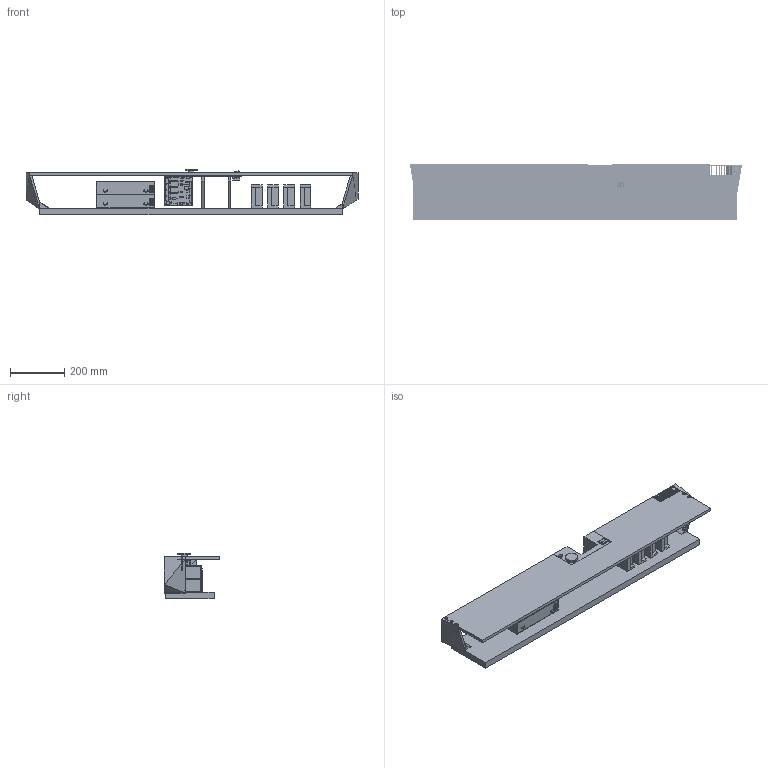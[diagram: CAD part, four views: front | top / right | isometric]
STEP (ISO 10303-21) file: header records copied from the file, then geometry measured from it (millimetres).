
FILE_DESCRIPTION(/* description */ ('STEP AP242','CAx-IF Rec.Pracs.---Representation and Presentation of Product Manufacturing Information (PMI)---4.0---2014-10-13','CAx-IF Rec.Pracs.---3D Tessellated Geometry---0.4---2014-09-14','2;1'),/* implementation_level */ '2;1');
FILE_NAME(/* name */ '65d81f0a93d5c866e5a0174d',/* time_stamp */ '2024-02-23T04:28:59Z',/* author */ (''),/* organization */ (''),/* preprocessor_version */ 'ST-DEVELOPER v19.4',/* originating_system */ ' ',/* authorisation */ ' ');
FILE_SCHEMA (('AP242_MANAGED_MODEL_BASED_3D_ENGINEERING_MIM_LF { 1 0 10303 442 1 1 4 }'));
Length unit declared in the file: metre
Products named in the file (15): Electrical; PSU_12V40A; Part 1; Electrical Case Belt Grill; 91294A217_Black-Oxide Alloy Steel Hex Drive Flat Head Screw; X Driver; Electrical Case Acrylic Bench; Component16; Interface; Emergency Stop; Drive Connector; 95893A725_Flat Head Thread-Forming Screws for Plastic; West Electrical; Electrical Case East Support; Electrical Case Floor
Assembly tree (32 placements, depth 2):
  Electrical
    PSU_12V40A  x2
    Part 1
    Electrical Case Belt Grill
    91294A217_Black-Oxide Alloy Steel Hex Drive Flat Head Screw  x7
    X Driver  x4
    Electrical Case Acrylic Bench
    Component16
    Interface
    Emergency Stop
    Drive Connector  x4
    95893A725_Flat Head Thread-Forming Screws for Plastic  x6
    West Electrical
    Electrical Case East Support
    Electrical Case Floor
Bounding box: 1225.89 x 203.2 x 168.88 mm (x, y, z)
Volume: 9936819.4 mm3; surface area: 1630688.2 mm2
Topology: 32 solids, 32 shells, 2113 faces, 6574 edges, 4659 vertices
Faces by surface type: plane 988, cylinder 858, cone 199, torus 42, bspline 26
Full cylindrical faces by diameter (mm): 2.103 x6, 2.5 x8, 2.7 x12, 2.952 x1, 3.043 x1, 3.07 x1, 3.074 x1, 3.082 x2, 3.092 x1, 3.097 x1, 3.1 x1, 3.103 x1, 3.114 x2, 3.121 x1, 3.131 x1, 3.137 x2, 3.141 x2, 3.15 x2, 3.171 x1, 3.175 x3, 3.183 x1, 3.192 x3, 3.195 x1, 3.203 x1, 3.214 x1, 3.229 x1, 3.448 x1, 3.5 x6, 3.6 x6, 3.8 x4
Entity records: 41969 total; most frequent: CARTESIAN_POINT 12362, ORIENTED_EDGE 5850, DIRECTION 5584, EDGE_CURVE 2925, VERTEX_POINT 2053, LINE 1966, VECTOR 1966, AXIS2_PLACEMENT_3D 1809
